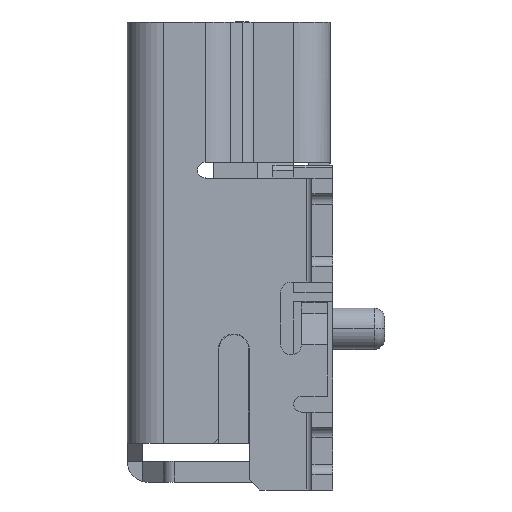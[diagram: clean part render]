
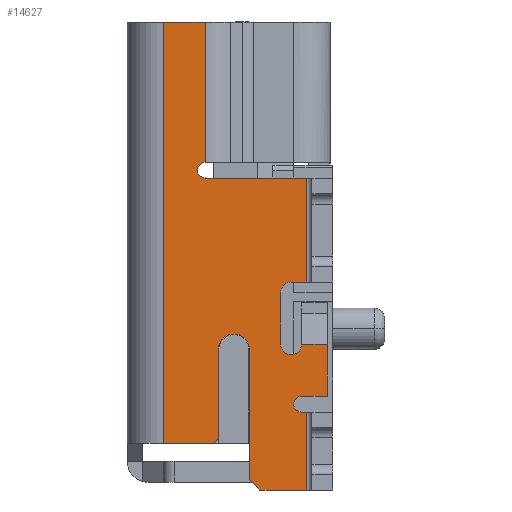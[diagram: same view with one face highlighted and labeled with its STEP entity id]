
A CAD part, left-side view. The second image highlights one B-rep face of the part: STEP entity #14627.
In plain terms, the highlighted planar face has unit normal (-1, 0, 0).
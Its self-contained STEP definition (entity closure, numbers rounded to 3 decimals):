
#108=DIRECTION('',(0.,1.,0.));
#109=VECTOR('',#108,0.797);
#110=CARTESIAN_POINT('',(-3.85,0.403,0.));
#111=LINE('',#110,#109);
#3383=DIRECTION('',(0.,1.,0.));
#3384=VECTOR('',#3383,1.95);
#3385=CARTESIAN_POINT('',(-3.85,-1.55,-3.));
#3386=LINE('',#3385,#3384);
#4287=DIRECTION('',(0.,1.,0.));
#4288=VECTOR('',#4287,0.95);
#4289=CARTESIAN_POINT('',(-3.85,0.25,-8.1));
#4290=LINE('',#4289,#4288);
#4291=DIRECTION('',(0.,0.,-1.));
#4292=VECTOR('',#4291,2.7);
#4293=CARTESIAN_POINT('',(-3.85,0.403,0.));
#4294=LINE('',#4293,#4292);
#4295=CARTESIAN_POINT('',(-3.85,0.4,-2.85));
#4296=DIRECTION('',(-1.,0.,0.));
#4297=DIRECTION('',(0.,0.023,1.));
#4298=AXIS2_PLACEMENT_3D('',#4295,#4296,#4297);
#4300=CARTESIAN_POINT('',(-3.85,0.4,-2.85));
#4301=DIRECTION('',(1.,0.,0.));
#4302=DIRECTION('',(0.,0.,-1.));
#4303=AXIS2_PLACEMENT_3D('',#4300,#4301,#4302);
#4305=DIRECTION('',(0.,0.,-1.));
#4306=VECTOR('',#4305,2.);
#4307=CARTESIAN_POINT('',(-3.85,-1.55,-3.));
#4308=LINE('',#4307,#4306);
#4309=DIRECTION('',(0.,1.,0.));
#4310=VECTOR('',#4309,0.3);
#4311=CARTESIAN_POINT('',(-3.85,-1.55,-5.));
#4312=LINE('',#4311,#4310);
#4313=CARTESIAN_POINT('',(-3.85,-1.25,-5.2));
#4314=DIRECTION('',(1.,0.,0.));
#4315=DIRECTION('',(0.,1.,0.));
#4316=AXIS2_PLACEMENT_3D('',#4313,#4314,#4315);
#4318=DIRECTION('',(0.,0.,1.));
#4319=VECTOR('',#4318,1.);
#4320=CARTESIAN_POINT('',(-3.85,-1.05,-6.2));
#4321=LINE('',#4320,#4319);
#4322=CARTESIAN_POINT('',(-3.85,-1.25,-6.2));
#4323=DIRECTION('',(1.,0.,0.));
#4324=DIRECTION('',(0.,-1.,0.));
#4325=AXIS2_PLACEMENT_3D('',#4322,#4323,#4324);
#4327=DIRECTION('',(0.,1.,0.));
#4328=VECTOR('',#4327,0.5);
#4329=CARTESIAN_POINT('',(-3.85,-1.95,-6.2));
#4330=LINE('',#4329,#4328);
#4331=DIRECTION('',(0.,0.,1.));
#4332=VECTOR('',#4331,1.);
#4333=CARTESIAN_POINT('',(-3.85,-1.95,-7.2));
#4334=LINE('',#4333,#4332);
#4335=DIRECTION('',(0.,-1.,0.));
#4336=VECTOR('',#4335,0.5);
#4337=CARTESIAN_POINT('',(-3.85,-1.45,-7.2));
#4338=LINE('',#4337,#4336);
#4339=CARTESIAN_POINT('',(-3.85,-1.45,-7.35));
#4340=DIRECTION('',(1.,0.,0.));
#4341=DIRECTION('',(0.,0.,-1.));
#4342=AXIS2_PLACEMENT_3D('',#4339,#4340,#4341);
#4344=DIRECTION('',(0.,1.,0.));
#4345=VECTOR('',#4344,0.1);
#4346=CARTESIAN_POINT('',(-3.85,-1.55,-7.5));
#4347=LINE('',#4346,#4345);
#4348=DIRECTION('',(0.,0.,-1.));
#4349=VECTOR('',#4348,1.5);
#4350=CARTESIAN_POINT('',(-3.85,-1.55,-7.5));
#4351=LINE('',#4350,#4349);
#4352=DIRECTION('',(0.,-0.707,-0.707));
#4353=VECTOR('',#4352,0.283);
#4354=CARTESIAN_POINT('',(-3.85,-0.45,-8.8));
#4355=LINE('',#4354,#4353);
#4356=DIRECTION('',(0.,0.,-1.));
#4357=VECTOR('',#4356,2.5);
#4358=CARTESIAN_POINT('',(-3.85,-0.45,-6.3));
#4359=LINE('',#4358,#4357);
#4360=CARTESIAN_POINT('',(-3.85,-0.15,-6.3));
#4361=DIRECTION('',(1.,0.,0.));
#4362=DIRECTION('',(0.,1.,0.));
#4363=AXIS2_PLACEMENT_3D('',#4360,#4361,#4362);
#4365=DIRECTION('',(0.,0.,1.));
#4366=VECTOR('',#4365,1.7);
#4367=CARTESIAN_POINT('',(-3.85,0.15,-8.));
#4368=LINE('',#4367,#4366);
#4369=DIRECTION('',(0.,-0.707,0.707));
#4370=VECTOR('',#4369,0.141);
#4371=CARTESIAN_POINT('',(-3.85,0.25,-8.1));
#4372=LINE('',#4371,#4370);
#4382=DIRECTION('',(0.,0.,-1.));
#4383=VECTOR('',#4382,8.1);
#4384=CARTESIAN_POINT('',(-3.85,1.2,0.));
#4385=LINE('',#4384,#4383);
#5976=DIRECTION('',(0.,1.,0.));
#5977=VECTOR('',#5976,0.9);
#5978=CARTESIAN_POINT('',(-3.85,-1.55,-9.));
#5979=LINE('',#5978,#5977);
#7130=CARTESIAN_POINT('',(-3.85,0.403,0.));
#7131=VERTEX_POINT('',#7130);
#7132=CARTESIAN_POINT('',(-3.85,1.2,0.));
#7133=VERTEX_POINT('',#7132);
#7146=CARTESIAN_POINT('',(-3.85,0.403,-2.7));
#7147=VERTEX_POINT('',#7146);
#8762=CARTESIAN_POINT('',(-3.85,0.403,-3.));
#8763=VERTEX_POINT('',#8762);
#8910=CARTESIAN_POINT('',(-3.85,-1.95,-6.2));
#8911=CARTESIAN_POINT('',(-3.85,-1.45,-6.2));
#8912=VERTEX_POINT('',#8910);
#8913=VERTEX_POINT('',#8911);
#8920=CARTESIAN_POINT('',(-3.85,1.2,-8.1));
#8922=VERTEX_POINT('',#8920);
#8966=CARTESIAN_POINT('',(-3.85,0.25,-8.1));
#8967=VERTEX_POINT('',#8966);
#8998=CARTESIAN_POINT('',(-3.85,-1.45,-7.5));
#8999=CARTESIAN_POINT('',(-3.85,-1.45,-7.2));
#9000=VERTEX_POINT('',#8998);
#9001=VERTEX_POINT('',#8999);
#9002=CARTESIAN_POINT('',(-3.85,-1.95,-7.2));
#9003=VERTEX_POINT('',#9002);
#9004=CARTESIAN_POINT('',(-3.85,-1.05,-6.2));
#9005=VERTEX_POINT('',#9004);
#9006=CARTESIAN_POINT('',(-3.85,-1.05,-5.2));
#9007=VERTEX_POINT('',#9006);
#9008=CARTESIAN_POINT('',(-3.85,-1.25,-5.));
#9009=VERTEX_POINT('',#9008);
#9010=CARTESIAN_POINT('',(-3.85,0.15,-6.3));
#9011=CARTESIAN_POINT('',(-3.85,-0.45,-6.3));
#9012=VERTEX_POINT('',#9010);
#9013=VERTEX_POINT('',#9011);
#9014=CARTESIAN_POINT('',(-3.85,-0.45,-8.8));
#9015=VERTEX_POINT('',#9014);
#9028=CARTESIAN_POINT('',(-3.85,0.15,-8.));
#9029=VERTEX_POINT('',#9028);
#9066=CARTESIAN_POINT('',(-3.85,0.4,-3.));
#9067=VERTEX_POINT('',#9066);
#9106=CARTESIAN_POINT('',(-3.85,-0.65,-9.));
#9107=VERTEX_POINT('',#9106);
#9148=CARTESIAN_POINT('',(-3.85,-1.55,-3.));
#9149=CARTESIAN_POINT('',(-3.85,-1.55,-5.));
#9150=VERTEX_POINT('',#9148);
#9151=VERTEX_POINT('',#9149);
#9156=CARTESIAN_POINT('',(-3.85,-1.55,-7.5));
#9157=CARTESIAN_POINT('',(-3.85,-1.55,-9.));
#9158=VERTEX_POINT('',#9156);
#9159=VERTEX_POINT('',#9157);
#14578=CARTESIAN_POINT('',(-3.85,0.403,0.));
#14579=DIRECTION('',(-1.,0.,0.));
#14580=DIRECTION('',(0.,1.,0.));
#14581=AXIS2_PLACEMENT_3D('',#14578,#14579,#14580);
#14582=PLANE('',#14581);
#14583=ORIENTED_EDGE('',*,*,#9690,.T.);
#14585=ORIENTED_EDGE('',*,*,#14584,.F.);
#14586=ORIENTED_EDGE('',*,*,#9266,.F.);
#14587=ORIENTED_EDGE('',*,*,#14554,.T.);
#14588=ORIENTED_EDGE('',*,*,#14565,.T.);
#14589=ORIENTED_EDGE('',*,*,#14573,.F.);
#14590=ORIENTED_EDGE('',*,*,#13234,.F.);
#14592=ORIENTED_EDGE('',*,*,#14591,.T.);
#14594=ORIENTED_EDGE('',*,*,#14593,.T.);
#14596=ORIENTED_EDGE('',*,*,#14595,.F.);
#14598=ORIENTED_EDGE('',*,*,#14597,.F.);
#14600=ORIENTED_EDGE('',*,*,#14599,.F.);
#14602=ORIENTED_EDGE('',*,*,#14601,.F.);
#14604=ORIENTED_EDGE('',*,*,#14603,.F.);
#14606=ORIENTED_EDGE('',*,*,#14605,.F.);
#14608=ORIENTED_EDGE('',*,*,#14607,.F.);
#14610=ORIENTED_EDGE('',*,*,#14609,.F.);
#14612=ORIENTED_EDGE('',*,*,#14611,.T.);
#14614=ORIENTED_EDGE('',*,*,#14613,.T.);
#14616=ORIENTED_EDGE('',*,*,#14615,.F.);
#14618=ORIENTED_EDGE('',*,*,#14617,.F.);
#14620=ORIENTED_EDGE('',*,*,#14619,.F.);
#14622=ORIENTED_EDGE('',*,*,#14621,.F.);
#14624=ORIENTED_EDGE('',*,*,#14623,.F.);
#14625=EDGE_LOOP('',(#14583,#14585,#14586,#14587,#14588,#14589,#14590,#14592,
#14594,#14596,#14598,#14600,#14602,#14604,#14606,#14608,#14610,#14612,#14614,
#14616,#14618,#14620,#14622,#14624));
#14626=FACE_OUTER_BOUND('',#14625,.F.);
#14627=ADVANCED_FACE('',(#14626),#14582,.T.);
#4299=CIRCLE('',#4298,0.15);
#4304=CIRCLE('',#4303,0.15);
#4317=CIRCLE('',#4316,0.2);
#4326=CIRCLE('',#4325,0.2);
#4343=CIRCLE('',#4342,0.15);
#4364=CIRCLE('',#4363,0.3);
#9266=EDGE_CURVE('',#7131,#7133,#111,.T.);
#9690=EDGE_CURVE('',#8967,#8922,#4290,.T.);
#13234=EDGE_CURVE('',#9150,#9067,#3386,.T.);
#14554=EDGE_CURVE('',#7131,#7147,#4294,.T.);
#14565=EDGE_CURVE('',#7147,#8763,#4299,.T.);
#14573=EDGE_CURVE('',#9067,#8763,#4304,.T.);
#14584=EDGE_CURVE('',#7133,#8922,#4385,.T.);
#14591=EDGE_CURVE('',#9150,#9151,#4308,.T.);
#14593=EDGE_CURVE('',#9151,#9009,#4312,.T.);
#14595=EDGE_CURVE('',#9007,#9009,#4317,.T.);
#14597=EDGE_CURVE('',#9005,#9007,#4321,.T.);
#14599=EDGE_CURVE('',#8913,#9005,#4326,.T.);
#14601=EDGE_CURVE('',#8912,#8913,#4330,.T.);
#14603=EDGE_CURVE('',#9003,#8912,#4334,.T.);
#14605=EDGE_CURVE('',#9001,#9003,#4338,.T.);
#14607=EDGE_CURVE('',#9000,#9001,#4343,.T.);
#14609=EDGE_CURVE('',#9158,#9000,#4347,.T.);
#14611=EDGE_CURVE('',#9158,#9159,#4351,.T.);
#14613=EDGE_CURVE('',#9159,#9107,#5979,.T.);
#14615=EDGE_CURVE('',#9015,#9107,#4355,.T.);
#14617=EDGE_CURVE('',#9013,#9015,#4359,.T.);
#14619=EDGE_CURVE('',#9012,#9013,#4364,.T.);
#14621=EDGE_CURVE('',#9029,#9012,#4368,.T.);
#14623=EDGE_CURVE('',#8967,#9029,#4372,.T.);
